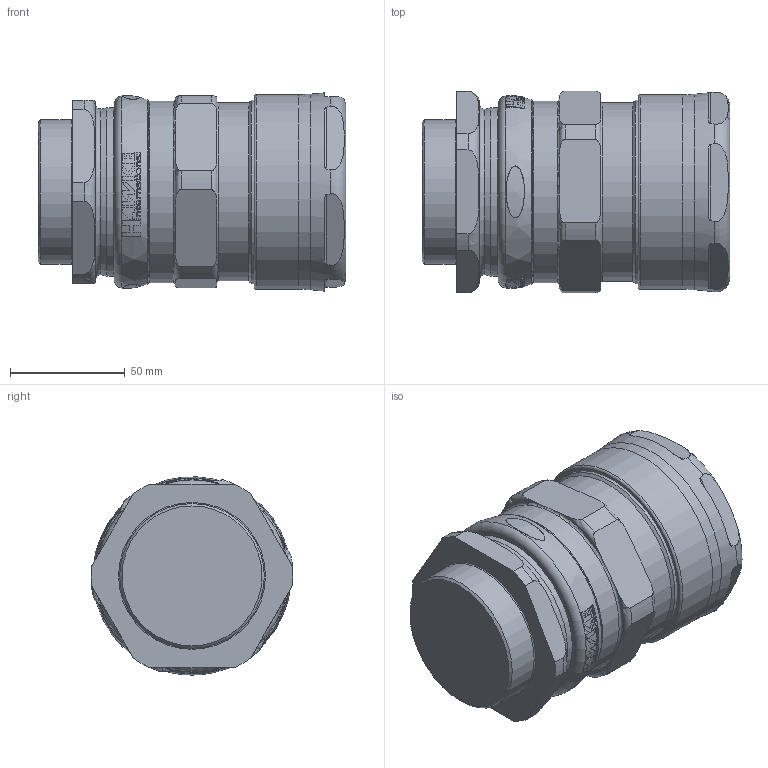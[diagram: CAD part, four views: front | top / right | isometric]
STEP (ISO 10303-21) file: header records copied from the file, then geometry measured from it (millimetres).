
FILE_DESCRIPTION(/* description */ (''),/* implementation_level */ '2;1');
FILE_NAME(/* name */ '701_X E.stp',/* time_stamp */ '2019-08-02T22:44:15+05:00',/* author */ ('vinaykumark'),/* organization */ (''),/* preprocessor_version */ 'ST-DEVELOPER v16.13',/* originating_system */ 'Autodesk Inventor 2018',/* authorisation */ '');
FILE_SCHEMA (('AUTOMOTIVE_DESIGN { 1 0 10303 214 3 1 1 }'));
Products named in the file (1): 701_X A
Bounding box: 134.11 x 87.98 x 86.37 mm (x, y, z)
Volume: 911778.1 mm3; surface area: 147563 mm2
Topology: 9 solids, 9 shells, 1264 faces, 3318 edges, 2079 vertices
Faces by surface type: plane 572, cone 203, torus 184, bspline 171, cylinder 134
Full cylindrical faces by diameter (mm): 63 x1, 64.95 x1, 65.3 x1, 70.3 x1, 72 x1, 72.32 x1, 73 x2, 73.32 x2, 76.2 x1, 77.7 x1, 78.5 x1, 79.2 x1, 80 x1, 85 x1
Entity records: 46411 total; most frequent: CARTESIAN_POINT 15326, ORIENTED_EDGE 6514, DIRECTION 6160, EDGE_CURVE 3257, AXIS2_PLACEMENT_3D 2628, VERTEX_POINT 2073, EDGE_LOOP 1386, STYLED_ITEM 1273
